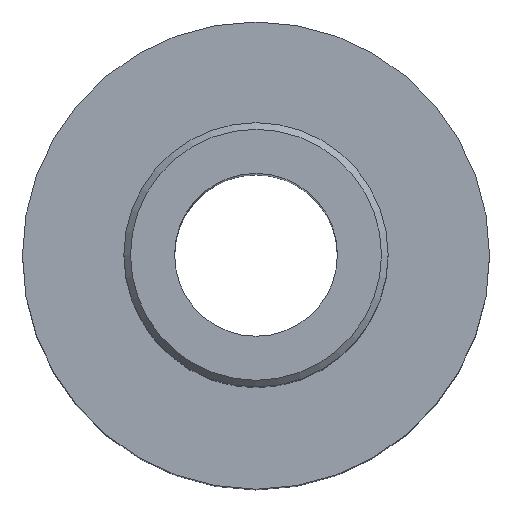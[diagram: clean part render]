
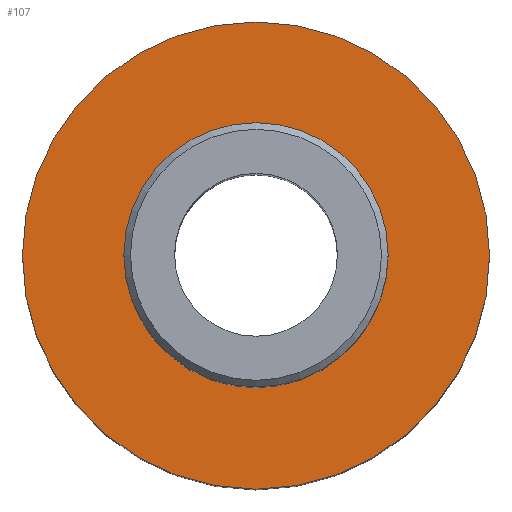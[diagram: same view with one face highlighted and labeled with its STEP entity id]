
A CAD part, top view. The second image highlights one B-rep face of the part: STEP entity #107.
In plain terms, the highlighted planar face has unit normal (0, 0, 1).
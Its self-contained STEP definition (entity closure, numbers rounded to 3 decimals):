
#16=FACE_BOUND('',#36,.T.);
#19=PLANE('',#145);
#27=FACE_OUTER_BOUND('',#35,.T.);
#35=EDGE_LOOP('',(#95));
#36=EDGE_LOOP('',(#96));
#52=CIRCLE('',#140,9.9);
#53=CIRCLE('',#143,17.5);
#60=VERTEX_POINT('',#199);
#61=VERTEX_POINT('',#204);
#71=EDGE_CURVE('',#60,#60,#52,.T.);
#72=EDGE_CURVE('',#61,#61,#53,.T.);
#95=ORIENTED_EDGE('',*,*,#72,.T.);
#96=ORIENTED_EDGE('',*,*,#71,.T.);
#107=ADVANCED_FACE('',(#27,#16),#19,.T.);
#140=AXIS2_PLACEMENT_3D('',#201,#168,#169);
#143=AXIS2_PLACEMENT_3D('',#205,#174,#175);
#145=AXIS2_PLACEMENT_3D('',#209,#179,#180);
#168=DIRECTION('center_axis',(0.,0.,-1.));
#169=DIRECTION('ref_axis',(1.,0.,0.));
#174=DIRECTION('center_axis',(0.,0.,1.));
#175=DIRECTION('ref_axis',(1.,0.,0.));
#179=DIRECTION('center_axis',(0.,0.,1.));
#180=DIRECTION('ref_axis',(1.,0.,0.));
#199=CARTESIAN_POINT('',(-9.9,0.,35.));
#201=CARTESIAN_POINT('Origin',(0.,0.,35.));
#204=CARTESIAN_POINT('',(-17.5,0.,35.));
#205=CARTESIAN_POINT('Origin',(0.,0.,35.));
#209=CARTESIAN_POINT('Origin',(0.,0.,35.));
